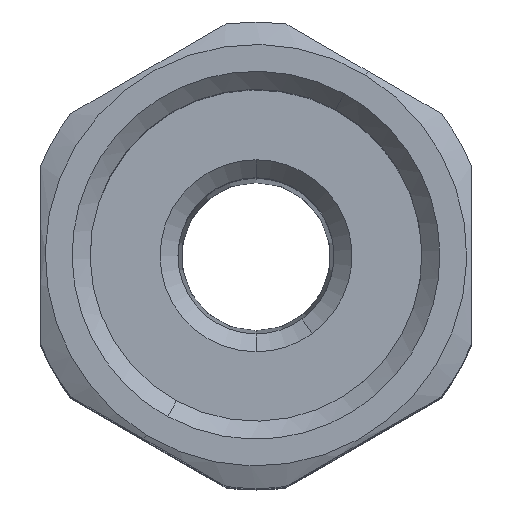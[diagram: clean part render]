
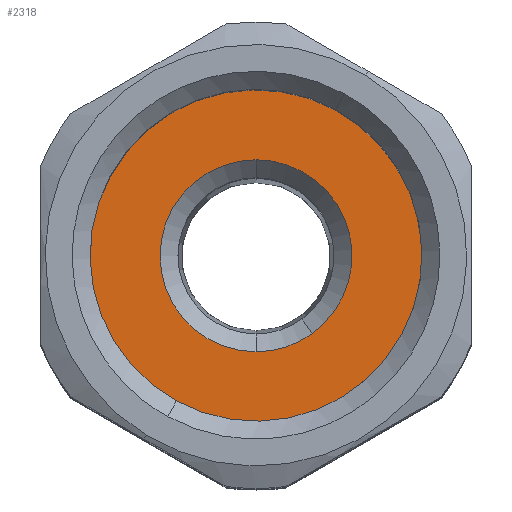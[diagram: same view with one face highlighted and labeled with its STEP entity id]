
A CAD part, top view. The second image highlights one B-rep face of the part: STEP entity #2318.
In plain terms, the highlighted planar face has unit normal (0, 0, 1).
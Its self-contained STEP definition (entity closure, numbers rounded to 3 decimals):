
#2172=AXIS2_PLACEMENT_3D('Circle Axis2P3D',#2170,#2171,$) ;
#2286=AXIS2_PLACEMENT_3D('Plane Axis2P3D',#2283,#2284,#2285) ;
#2294=AXIS2_PLACEMENT_3D('Circle Axis2P3D',#2292,#2293,$) ;
#2303=AXIS2_PLACEMENT_3D('Circle Axis2P3D',#2301,#2302,$) ;
#2310=AXIS2_PLACEMENT_3D('Circle Axis2P3D',#2308,#2309,$) ;
#2160=CARTESIAN_POINT('Vertex',(16.435,21.118,51.75)) ;
#2167=CARTESIAN_POINT('Vertex',(7.565,4.882,51.75)) ;
#2170=CARTESIAN_POINT('Axis2P3D Location',(12.,13.,51.75)) ;
#2188=CARTESIAN_POINT('Control Point',(16.435,21.118,51.75)) ;
#2189=CARTESIAN_POINT('Control Point',(17.71,20.421,51.75)) ;
#2190=CARTESIAN_POINT('Control Point',(18.848,19.474,51.75)) ;
#2191=CARTESIAN_POINT('Control Point',(19.784,18.312,51.75)) ;
#2192=CARTESIAN_POINT('Control Point',(21.15,15.685,51.75)) ;
#2193=CARTESIAN_POINT('Control Point',(21.42,12.735,51.75)) ;
#2194=CARTESIAN_POINT('Control Point',(21.26,11.252,51.75)) ;
#2195=CARTESIAN_POINT('Control Point',(20.368,8.429,51.75)) ;
#2196=CARTESIAN_POINT('Control Point',(18.474,6.152,51.75)) ;
#2197=CARTESIAN_POINT('Control Point',(17.312,5.216,51.75)) ;
#2198=CARTESIAN_POINT('Control Point',(14.685,3.85,51.75)) ;
#2199=CARTESIAN_POINT('Control Point',(11.735,3.58,51.75)) ;
#2200=CARTESIAN_POINT('Control Point',(10.252,3.74,51.75)) ;
#2201=CARTESIAN_POINT('Control Point',(8.84,4.186,51.75)) ;
#2202=CARTESIAN_POINT('Control Point',(7.565,4.882,51.75)) ;
#2283=CARTESIAN_POINT('Axis2P3D Location',(12.,13.,51.75)) ;
#2292=CARTESIAN_POINT('Axis2P3D Location',(12.,13.,51.75)) ;
#2296=CARTESIAN_POINT('Vertex',(12.,7.65,51.75)) ;
#2298=CARTESIAN_POINT('Vertex',(12.,18.35,51.75)) ;
#2301=CARTESIAN_POINT('Axis2P3D Location',(12.,13.,51.75)) ;
#2305=CARTESIAN_POINT('Vertex',(15.145,8.672,51.75)) ;
#2308=CARTESIAN_POINT('Axis2P3D Location',(12.,13.,51.75)) ;
#2171=DIRECTION('Axis2P3D Direction',(0.,0.,-1.)) ;
#2284=DIRECTION('Axis2P3D Direction',(0.,0.,-1.)) ;
#2285=DIRECTION('Axis2P3D XDirection',(0.,1.,0.)) ;
#2293=DIRECTION('Axis2P3D Direction',(0.,0.,-1.)) ;
#2302=DIRECTION('Axis2P3D Direction',(0.,0.,-1.)) ;
#2309=DIRECTION('Axis2P3D Direction',(0.,0.,-1.)) ;
#2289=ORIENTED_EDGE('',*,*,#2174,.F.) ;
#2290=ORIENTED_EDGE('',*,*,#2203,.F.) ;
#2314=ORIENTED_EDGE('',*,*,#2300,.T.) ;
#2315=ORIENTED_EDGE('',*,*,#2307,.T.) ;
#2316=ORIENTED_EDGE('',*,*,#2312,.T.) ;
#2317=FACE_BOUND('',#2313,.T.) ;
#2318=ADVANCED_FACE('ENTRY BODY',(#2291,#2317),#2287,.F.) ;
#2187=B_SPLINE_CURVE_WITH_KNOTS('',5,(#2188,#2189,#2190,#2191,#2192,#2193,#2194,#2195,#2196,#2197,#2198,#2199,#2200,#2201,#2202),.UNSPECIFIED.,.F.,.U.,(6,3,3,3,6),(-14.53,-7.265,0.,7.265,14.53),.UNSPECIFIED.) ;
#2173=CIRCLE('generated circle',#2172,9.25) ;
#2295=CIRCLE('generated circle',#2294,5.35) ;
#2304=CIRCLE('generated circle',#2303,5.35) ;
#2311=CIRCLE('generated circle',#2310,5.35) ;
#2174=EDGE_CURVE('',#2168,#2161,#2173,.T.) ;
#2203=EDGE_CURVE('',#2161,#2168,#2187,.T.) ;
#2300=EDGE_CURVE('',#2297,#2299,#2295,.T.) ;
#2307=EDGE_CURVE('',#2299,#2306,#2304,.T.) ;
#2312=EDGE_CURVE('',#2306,#2297,#2311,.T.) ;
#2288=EDGE_LOOP('',(#2289,#2290)) ;
#2313=EDGE_LOOP('',(#2314,#2315,#2316)) ;
#2291=FACE_OUTER_BOUND('',#2288,.T.) ;
#2287=PLANE('',#2286) ;
#2161=VERTEX_POINT('',#2160) ;
#2168=VERTEX_POINT('',#2167) ;
#2297=VERTEX_POINT('',#2296) ;
#2299=VERTEX_POINT('',#2298) ;
#2306=VERTEX_POINT('',#2305) ;
